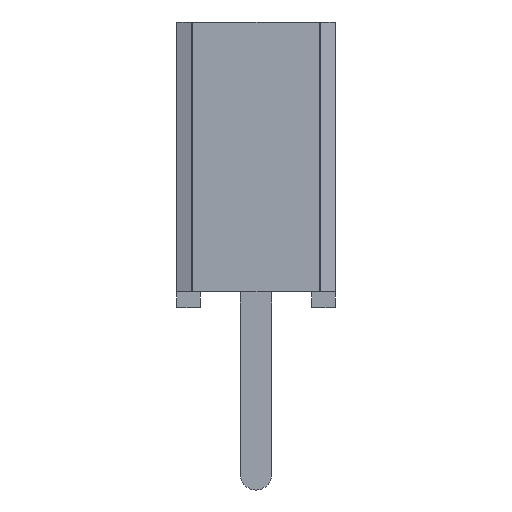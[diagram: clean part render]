
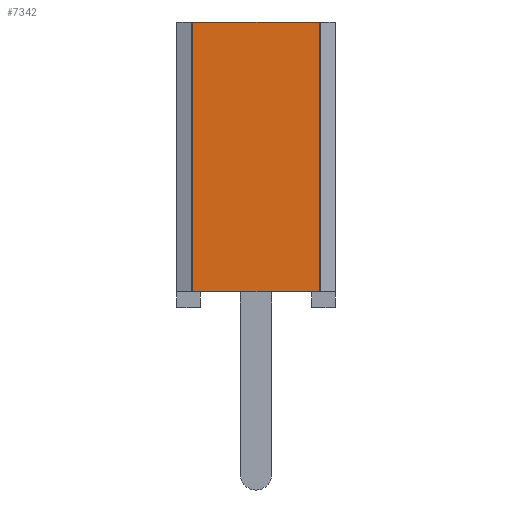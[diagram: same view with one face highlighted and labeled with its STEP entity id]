
A CAD part, left-side view. The second image highlights one B-rep face of the part: STEP entity #7342.
In plain terms, the highlighted planar face has unit normal (-1, 0, 0).
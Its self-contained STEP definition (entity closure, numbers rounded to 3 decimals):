
#7342 = ADVANCED_FACE('',(#7343),#7377,.F.);
#7343 = FACE_BOUND('',#7344,.T.);
#7344 = EDGE_LOOP('',(#7345,#7355,#7363,#7371));
#7345 = ORIENTED_EDGE('',*,*,#7346,.T.);
#7346 = EDGE_CURVE('',#7347,#7349,#7351,.T.);
#7347 = VERTEX_POINT('',#7348);
#7348 = CARTESIAN_POINT('',(-20.434,1.026,4.572));
#7349 = VERTEX_POINT('',#7350);
#7350 = CARTESIAN_POINT('',(-20.434,1.026,0.254));
#7351 = LINE('',#7352,#7353);
#7352 = CARTESIAN_POINT('',(-20.434,1.026,4.572));
#7353 = VECTOR('',#7354,1.);
#7354 = DIRECTION('',(0.,0.,-1.));
#7355 = ORIENTED_EDGE('',*,*,#7356,.T.);
#7356 = EDGE_CURVE('',#7349,#7357,#7359,.T.);
#7357 = VERTEX_POINT('',#7358);
#7358 = CARTESIAN_POINT('',(-20.434,-1.026,0.254));
#7359 = LINE('',#7360,#7361);
#7360 = CARTESIAN_POINT('',(-20.434,0.889,0.254));
#7361 = VECTOR('',#7362,1.);
#7362 = DIRECTION('',(0.,-1.,0.));
#7363 = ORIENTED_EDGE('',*,*,#7364,.T.);
#7364 = EDGE_CURVE('',#7357,#7365,#7367,.T.);
#7365 = VERTEX_POINT('',#7366);
#7366 = CARTESIAN_POINT('',(-20.434,-1.026,4.572));
#7367 = LINE('',#7368,#7369);
#7368 = CARTESIAN_POINT('',(-20.434,-1.026,4.572));
#7369 = VECTOR('',#7370,1.);
#7370 = DIRECTION('',(0.,0.,1.));
#7371 = ORIENTED_EDGE('',*,*,#7372,.F.);
#7372 = EDGE_CURVE('',#7347,#7365,#7373,.T.);
#7373 = LINE('',#7374,#7375);
#7374 = CARTESIAN_POINT('',(-20.434,1.27,4.572));
#7375 = VECTOR('',#7376,1.);
#7376 = DIRECTION('',(0.,-1.,0.));
#7377 = PLANE('',#7378);
#7378 = AXIS2_PLACEMENT_3D('',#7379,#7380,#7381);
#7379 = CARTESIAN_POINT('',(-20.434,1.27,4.572));
#7380 = DIRECTION('',(1.,0.,0.));
#7381 = DIRECTION('',(0.,1.,0.));
